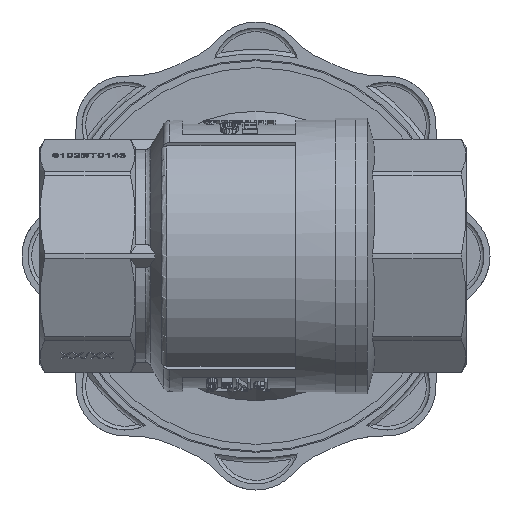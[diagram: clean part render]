
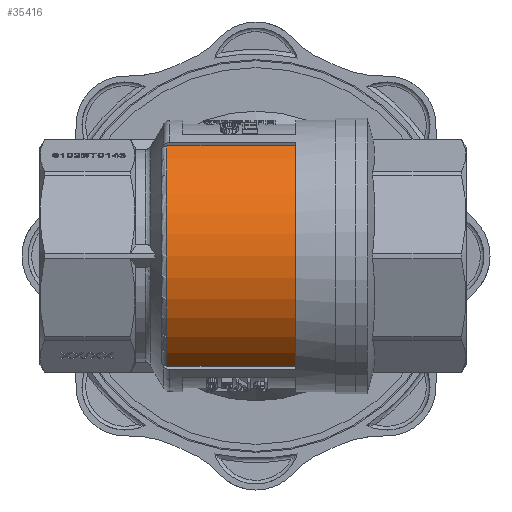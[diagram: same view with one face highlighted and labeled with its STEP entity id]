
A CAD part, front view. The second image highlights one B-rep face of the part: STEP entity #35416.
In plain terms, the highlighted cylindrical face has radius 33.25 mm (diameter 66.5 mm), a partial arc.
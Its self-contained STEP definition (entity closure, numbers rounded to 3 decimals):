
#4180=LINE('',#59560,#7798);
#4181=LINE('',#59564,#7799);
#7798=VECTOR('',#43476,1000.);
#7799=VECTOR('',#43479,1000.);
#13262=ORIENTED_EDGE('',*,*,#22877,.T.);
#13263=ORIENTED_EDGE('',*,*,#22878,.F.);
#13264=ORIENTED_EDGE('',*,*,#22879,.T.);
#13265=ORIENTED_EDGE('',*,*,#22880,.T.);
#22877=EDGE_CURVE('',#27855,#27856,#30195,.T.);
#22878=EDGE_CURVE('',#27857,#27856,#4180,.T.);
#22879=EDGE_CURVE('',#27857,#27858,#30196,.T.);
#22880=EDGE_CURVE('',#27858,#27855,#4181,.T.);
#27855=VERTEX_POINT('',#59558);
#27856=VERTEX_POINT('',#59559);
#27857=VERTEX_POINT('',#59561);
#27858=VERTEX_POINT('',#59563);
#30195=CIRCLE('',#38004,33.25);
#30196=CIRCLE('',#38005,33.25);
#30965=EDGE_LOOP('',(#13262,#13263,#13264,#13265));
#33179=FACE_BOUND('',#30965,.T.);
#34904=CYLINDRICAL_SURFACE('',#38003,33.25);
#35416=ADVANCED_FACE('',(#33179),#34904,.T.);
#38003=AXIS2_PLACEMENT_3D('',#59556,#43472,#43473);
#38004=AXIS2_PLACEMENT_3D('',#59557,#43474,#43475);
#38005=AXIS2_PLACEMENT_3D('',#59562,#43477,#43478);
#43472=DIRECTION('',(-1.,0.,0.));
#43473=DIRECTION('',(0.,1.,0.));
#43474=DIRECTION('',(1.,0.,0.));
#43475=DIRECTION('',(0.,1.,0.));
#43476=DIRECTION('',(-1.,0.,0.));
#43477=DIRECTION('',(-1.,0.,0.));
#43478=DIRECTION('',(0.,1.,0.));
#43479=DIRECTION('',(-1.,0.,0.));
#59556=CARTESIAN_POINT('',(0.5,0.,0.));
#59557=CARTESIAN_POINT('',(-22.5,0.,0.));
#59558=CARTESIAN_POINT('',(-22.5,-18.327,27.743));
#59559=CARTESIAN_POINT('',(-22.5,-18.327,-27.743));
#59560=CARTESIAN_POINT('',(0.5,-18.327,-27.743));
#59561=CARTESIAN_POINT('',(10.,-18.327,-27.743));
#59562=CARTESIAN_POINT('',(10.,0.,0.));
#59563=CARTESIAN_POINT('',(10.,-18.327,27.743));
#59564=CARTESIAN_POINT('',(0.5,-18.327,27.743));
